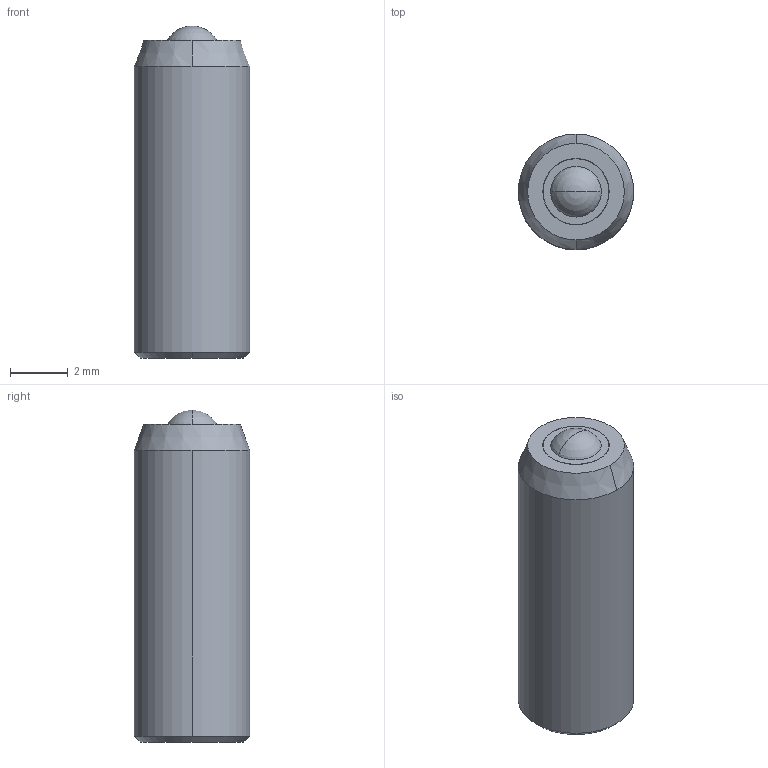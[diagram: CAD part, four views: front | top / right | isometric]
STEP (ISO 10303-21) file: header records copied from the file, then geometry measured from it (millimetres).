
FILE_DESCRIPTION(('STEP AP214'),'1');
FILE_NAME('HALDERN_EH_22081_0315.stp','2017-06-08T09:52:04',('TraceParts'),('TraceParts S.A.'),'Spatial InterOp 3D',' ',' ');
FILE_SCHEMA(('automotive_design'));
Length unit declared in the file: millimetre
Products named in the file (3): HALDERN_EH_22081_0315_1; HALDERN_EH_22081_0315_2; HALDERN_EH_22081_0315_3
Bounding box: 4 x 4 x 11.5 mm (x, y, z)
Volume: 108.9 mm3; surface area: 272.4 mm2
Topology: 3 solids, 3 shells, 20 faces, 47 edges, 27 vertices
Faces by surface type: cylinder 6, cone 6, plane 4, sphere 4
Entity records: 740 total; most frequent: DIRECTION 112, CARTESIAN_POINT 89, ORIENTED_EDGE 78, AXIS2_PLACEMENT_3D 50, EDGE_CURVE 39, VERTEX_POINT 27, CIRCLE 27, EDGE_LOOP 22
